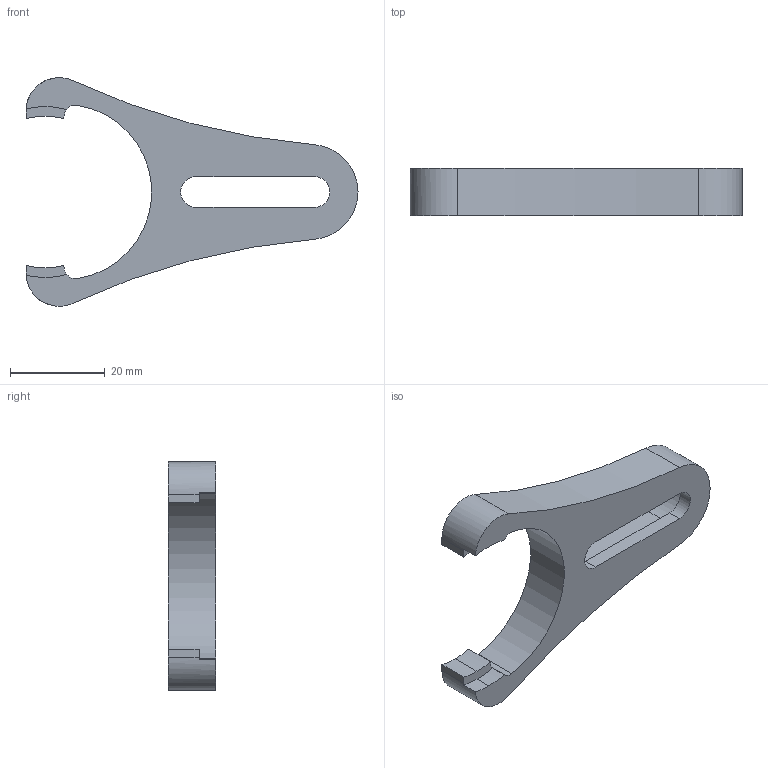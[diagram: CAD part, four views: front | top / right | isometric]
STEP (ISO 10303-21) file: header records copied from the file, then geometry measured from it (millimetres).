
FILE_DESCRIPTION (( 'STEP AP203' ), '1' );
FILE_NAME ('PHAF.step', '2019-05-09T09:05:55', ( '' ), ( '' ), 'SwSTEP 2.0', 'SolidWorks 2016', '' );
FILE_SCHEMA (( 'CONFIG_CONTROL_DESIGN' ));
Length unit declared in the file: millimetre
Products named in the file (1): PHAF
Bounding box: 70 x 10 x 48.19 mm (x, y, z)
Surface area: 5549.2 mm2 (no closed solid volume)
Topology: 0 solids, 2 shells, 65 faces, 405 edges, 340 vertices
Faces by surface type: plane 45, cylinder 20
Entity records: 3929 total; most frequent: CARTESIAN_POINT 811, DIRECTION 581, ORIENTED_EDGE 548, EDGE_CURVE 405, VECTOR 361, LINE 361, VERTEX_POINT 340, AXIS2_PLACEMENT_3D 110
